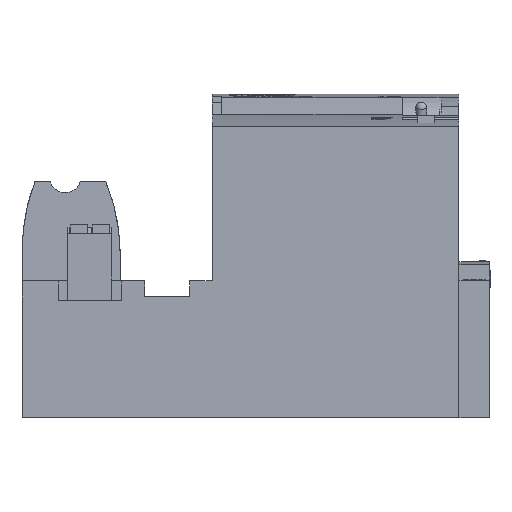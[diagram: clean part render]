
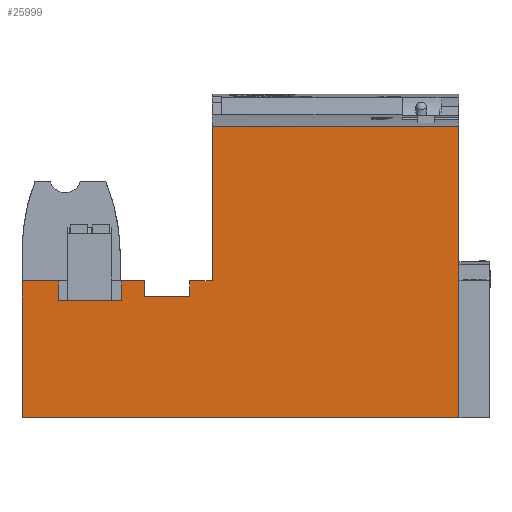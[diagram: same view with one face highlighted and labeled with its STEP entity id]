
A CAD part, front view. The second image highlights one B-rep face of the part: STEP entity #25999.
In plain terms, the highlighted planar face has unit normal (0, -1, 0).
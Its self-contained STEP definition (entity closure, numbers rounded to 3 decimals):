
#25999=ADVANCED_FACE('',(#33385),#30135,.T.);
#30135=PLANE('',#96481);
#33385=FACE_OUTER_BOUND('',#37357,.T.);
#37357=EDGE_LOOP('',(#42581,#42582,#42583,#42584,#42585,#42586,#42587,#42588,
#42589,#42590,#42591,#42592,#42593,#42594));
#42581=ORIENTED_EDGE('',*,*,#70560,.F.);
#42582=ORIENTED_EDGE('',*,*,#70561,.T.);
#42583=ORIENTED_EDGE('',*,*,#70562,.F.);
#42584=ORIENTED_EDGE('',*,*,#70563,.T.);
#42585=ORIENTED_EDGE('',*,*,#70564,.F.);
#42586=ORIENTED_EDGE('',*,*,#70565,.F.);
#42587=ORIENTED_EDGE('',*,*,#70566,.F.);
#42588=ORIENTED_EDGE('',*,*,#70567,.T.);
#42589=ORIENTED_EDGE('',*,*,#70568,.F.);
#42590=ORIENTED_EDGE('',*,*,#70569,.T.);
#42591=ORIENTED_EDGE('',*,*,#70570,.T.);
#42592=ORIENTED_EDGE('',*,*,#70526,.F.);
#42593=ORIENTED_EDGE('',*,*,#70571,.F.);
#42594=ORIENTED_EDGE('',*,*,#70572,.T.);
#63435=VERTEX_POINT('',#119877);
#63436=VERTEX_POINT('',#119879);
#63462=VERTEX_POINT('',#119949);
#63463=VERTEX_POINT('',#119950);
#63464=VERTEX_POINT('',#119952);
#63465=VERTEX_POINT('',#119954);
#63466=VERTEX_POINT('',#119956);
#63467=VERTEX_POINT('',#119958);
#63468=VERTEX_POINT('',#119960);
#63469=VERTEX_POINT('',#119962);
#63470=VERTEX_POINT('',#119964);
#63471=VERTEX_POINT('',#119966);
#63472=VERTEX_POINT('',#119968);
#63473=VERTEX_POINT('',#119971);
#70526=EDGE_CURVE('',#63435,#63436,#80985,.T.);
#70560=EDGE_CURVE('',#63462,#63463,#81014,.T.);
#70561=EDGE_CURVE('',#63462,#63464,#81015,.T.);
#70562=EDGE_CURVE('',#63465,#63464,#81016,.T.);
#70563=EDGE_CURVE('',#63465,#63466,#81017,.T.);
#70564=EDGE_CURVE('',#63467,#63466,#81018,.T.);
#70565=EDGE_CURVE('',#63468,#63467,#81019,.T.);
#70566=EDGE_CURVE('',#63469,#63468,#81020,.T.);
#70567=EDGE_CURVE('',#63469,#63470,#81021,.T.);
#70568=EDGE_CURVE('',#63471,#63470,#81022,.T.);
#70569=EDGE_CURVE('',#63471,#63472,#81023,.T.);
#70570=EDGE_CURVE('',#63472,#63436,#81024,.T.);
#70571=EDGE_CURVE('',#63473,#63435,#81025,.T.);
#70572=EDGE_CURVE('',#63473,#63463,#81026,.T.);
#80985=LINE('',#119878,#88658);
#81014=LINE('',#119948,#88687);
#81015=LINE('',#119951,#88688);
#81016=LINE('',#119953,#88689);
#81017=LINE('',#119955,#88690);
#81018=LINE('',#119957,#88691);
#81019=LINE('',#119959,#88692);
#81020=LINE('',#119961,#88693);
#81021=LINE('',#119963,#88694);
#81022=LINE('',#119965,#88695);
#81023=LINE('',#119967,#88696);
#81024=LINE('',#119969,#88697);
#81025=LINE('',#119970,#88698);
#81026=LINE('',#119972,#88699);
#88658=VECTOR('',#101693,1.);
#88687=VECTOR('',#101744,1.);
#88688=VECTOR('',#101745,1.);
#88689=VECTOR('',#101746,1.);
#88690=VECTOR('',#101747,1.);
#88691=VECTOR('',#101748,1.);
#88692=VECTOR('',#101749,1.);
#88693=VECTOR('',#101750,1.);
#88694=VECTOR('',#101751,1.);
#88695=VECTOR('',#101752,1.);
#88696=VECTOR('',#101753,1.);
#88697=VECTOR('',#101754,1.);
#88698=VECTOR('',#101755,1.);
#88699=VECTOR('',#101756,1.);
#96481=AXIS2_PLACEMENT_3D('',#119973,#101757,#101758);
#101693=DIRECTION('',(0.,0.,-1.));
#101744=DIRECTION('',(1.,0.,0.));
#101745=DIRECTION('',(0.,0.,-1.));
#101746=DIRECTION('',(1.,0.,0.));
#101747=DIRECTION('',(0.,0.,1.));
#101748=DIRECTION('',(1.,0.,0.));
#101749=DIRECTION('',(0.,0.,1.));
#101750=DIRECTION('',(1.,0.,0.));
#101751=DIRECTION('',(0.,0.,1.));
#101752=DIRECTION('',(1.,0.,0.));
#101753=DIRECTION('',(0.,0.,-1.));
#101754=DIRECTION('',(1.,0.,0.));
#101755=DIRECTION('',(1.,0.,0.));
#101756=DIRECTION('',(0.,0.,-1.));
#101757=DIRECTION('',(0.,-1.,0.));
#101758=DIRECTION('',(0.,0.,-1.));
#119877=CARTESIAN_POINT('',(0.,-76.6,59.596));
#119878=CARTESIAN_POINT('',(0.,-76.6,12.2));
#119879=CARTESIAN_POINT('',(0.,-76.6,-7.));
#119948=CARTESIAN_POINT('',(-81.,-76.6,24.3));
#119949=CARTESIAN_POINT('',(-61.6,-76.6,24.3));
#119950=CARTESIAN_POINT('',(-56.499,-76.6,24.3));
#119951=CARTESIAN_POINT('',(-61.6,-76.6,12.2));
#119952=CARTESIAN_POINT('',(-61.6,-76.6,20.8));
#119953=CARTESIAN_POINT('',(-100.,-76.6,20.8));
#119954=CARTESIAN_POINT('',(-71.9,-76.6,20.8));
#119955=CARTESIAN_POINT('',(-71.9,-76.6,12.2));
#119956=CARTESIAN_POINT('',(-71.9,-76.6,24.3));
#119957=CARTESIAN_POINT('',(-81.,-76.6,24.3));
#119958=CARTESIAN_POINT('',(-77.2,-76.6,24.3));
#119959=CARTESIAN_POINT('',(-77.2,-76.6,19.8));
#119960=CARTESIAN_POINT('',(-77.2,-76.6,19.8));
#119961=CARTESIAN_POINT('',(-91.75,-76.6,19.8));
#119962=CARTESIAN_POINT('',(-91.75,-76.6,19.8));
#119963=CARTESIAN_POINT('',(-91.75,-76.6,19.8));
#119964=CARTESIAN_POINT('',(-91.75,-76.6,24.3));
#119965=CARTESIAN_POINT('',(-81.,-76.6,24.3));
#119966=CARTESIAN_POINT('',(-100.,-76.6,24.3));
#119967=CARTESIAN_POINT('',(-100.,-76.6,12.2));
#119968=CARTESIAN_POINT('',(-100.,-76.6,-7.));
#119969=CARTESIAN_POINT('',(-100.,-76.6,-7.));
#119970=CARTESIAN_POINT('',(-56.499,-76.6,59.596));
#119971=CARTESIAN_POINT('',(-56.499,-76.6,59.596));
#119972=CARTESIAN_POINT('',(-56.499,-76.6,59.596));
#119973=CARTESIAN_POINT('',(-100.,-76.6,12.2));
